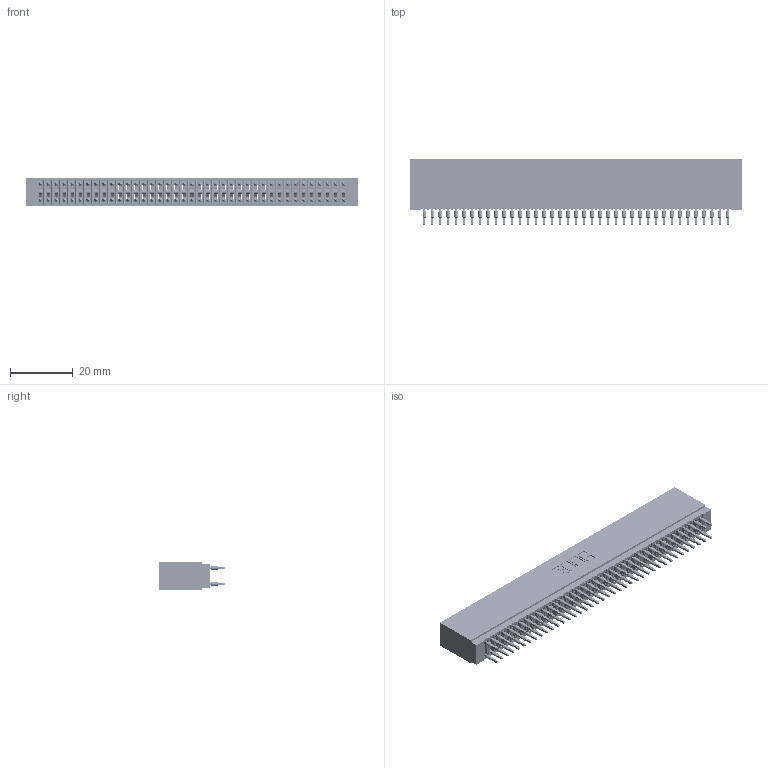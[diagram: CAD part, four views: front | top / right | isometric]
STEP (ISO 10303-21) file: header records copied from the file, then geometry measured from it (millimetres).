
FILE_DESCRIPTION (( 'STEP AP203' ), '1' );
FILE_NAME ('745-078-560-201.STEP', '2026-02-26T20:28:44', ( '' ), ( '' ), 'SwSTEP 2.0', 'SolidWorks 2023', '' );
FILE_SCHEMA (( 'CONFIG_CONTROL_DESIGN' ));
Length unit declared in the file: millimetre
Products named in the file (3): 745-292-001_560; 745 Part_Insulator Option - 01; 745-078-560-201
Assembly tree (79 placements, depth 2):
  745-078-560-201
    745 Part_Insulator Option - 01
    745-292-001_560  x78
Bounding box: 105.66 x 21.22 x 8.89 mm (x, y, z)
Volume: 9822.9 mm3; surface area: 21129.5 mm2
Topology: 79 solids, 79 shells, 7778 faces, 21279 edges, 13510 vertices
Faces by surface type: plane 4033, cylinder 1717, bspline 1560, torus 468
Entity records: 66390 total; most frequent: CARTESIAN_POINT 12021, ORIENTED_EDGE 11450, DIRECTION 10009, EDGE_CURVE 5725, VECTOR 5301, LINE 5301, VERTEX_POINT 3654, AXIS2_PLACEMENT_3D 2354
